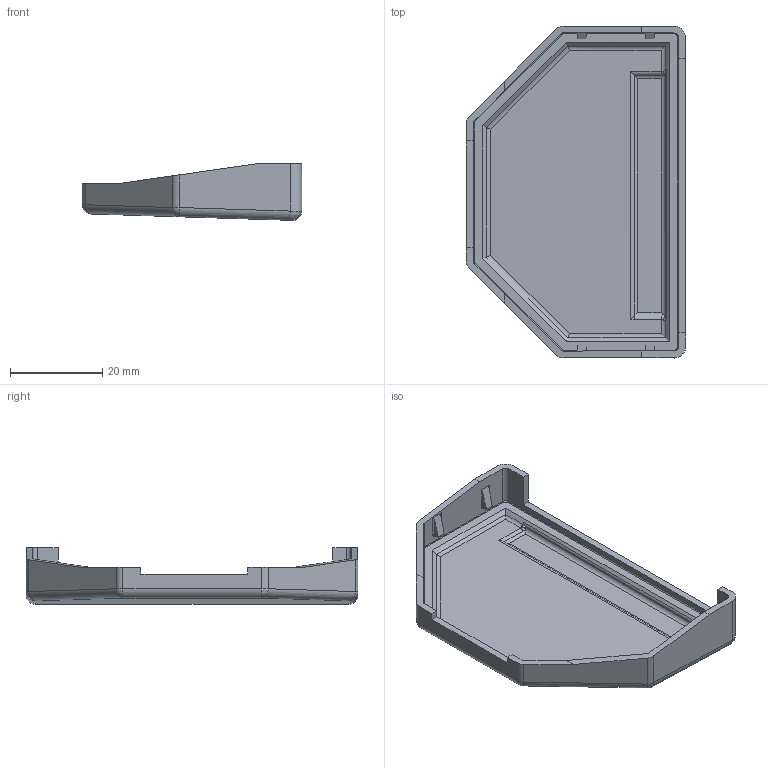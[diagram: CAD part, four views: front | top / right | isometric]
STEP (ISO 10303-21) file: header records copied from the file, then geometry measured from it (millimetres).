
FILE_DESCRIPTION(/* description */ (''),/* implementation_level */ '2;1');
FILE_NAME(/* name */ 'bottom-case.step',/* time_stamp */ '2024-09-06T21:50:34+01:00',/* author */ (''),/* organization */ (''),/* preprocessor_version */ 'ST-DEVELOPER v20',/* originating_system */ 'Autodesk Translation Framework v13.14.0.145',/* authorisation */ '');
FILE_SCHEMA (('AUTOMOTIVE_DESIGN { 1 0 10303 214 3 1 1 }'));
Length unit declared in the file: millimetre
Products named in the file (1): bottom-case
Bounding box: 47.46 x 71.82 x 12.28 mm (x, y, z)
Volume: 6679.6 mm3; surface area: 8576.7 mm2
Topology: 1 solids, 1 shells, 183 faces, 460 edges, 283 vertices
Faces by surface type: cylinder 64, bspline 58, plane 51, torus 6, sphere 4
Entity records: 7395 total; most frequent: CARTESIAN_POINT 3118, ORIENTED_EDGE 918, DIRECTION 849, EDGE_CURVE 459, AXIS2_PLACEMENT_3D 326, VERTEX_POINT 283, LINE 197, VECTOR 197
